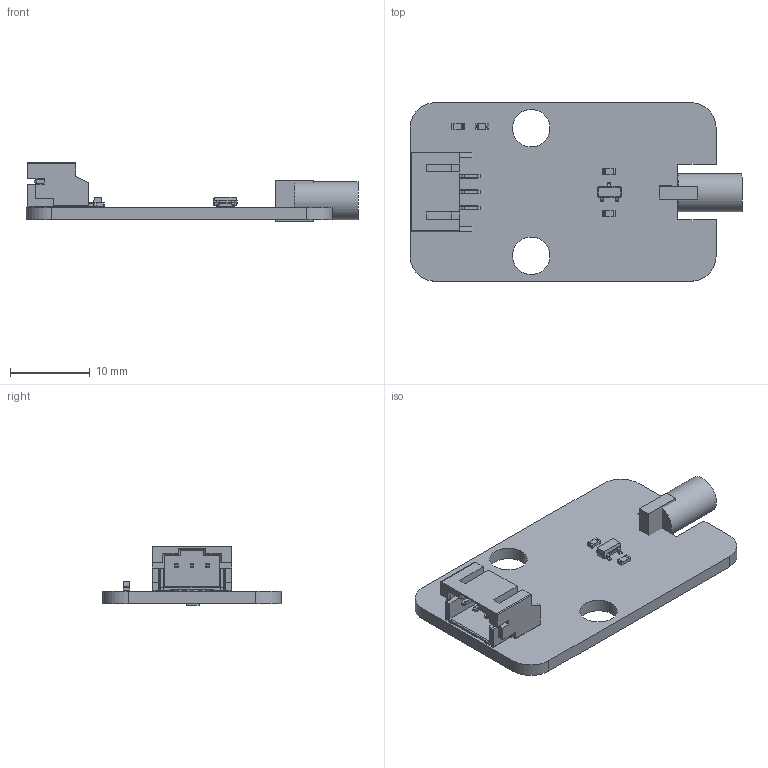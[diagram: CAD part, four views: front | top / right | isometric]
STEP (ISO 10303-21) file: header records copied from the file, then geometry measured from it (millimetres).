
FILE_DESCRIPTION(('KiCad electronic assembly'),'2;1');
FILE_NAME('Laser_Emission_Module.step','2025-07-16T15:36:15',('Pcbnew'), ('Kicad'),'Open CASCADE STEP processor 7.8','KiCad to STEP converter', 'Unknown');
FILE_SCHEMA(('AUTOMOTIVE_DESIGN { 1 0 10303 214 1 1 1 1 }'));
Length unit declared in the file: millimetre
Products named in the file (12): Laser_Emission_Module 1; SOT-23; SOT_23; User Library-PH2_0-3PWB; User Library-PH2.0-3PWB; R_0603_1608Metric; laser; EasyEDA PCB Model~zCvM; LED_0603_1608Metric_Castellated; _autosave-Laser_Emission_Module_PCB
Assembly tree (13 placements, depth 3):
  Laser_Emission_Module 1
    SOT-23
      SOT_23
    User Library-PH2_0-3PWB
      User Library-PH2.0-3PWB
    R_0603_1608Metric  x3
      R_0603_1608Metric
    laser
      EasyEDA PCB Model~zCvM
    LED_0603_1608Metric_Castellated
      LED_0603_1608Metric_Castellated
    _autosave-Laser_Emission_Module_PCB
Bounding box: 41.64 x 22.4 x 7.31 mm (x, y, z)
Volume: 1607.9 mm3; surface area: 2671.7 mm2
Topology: 17 solids, 17 shells, 863 faces, 2255 edges, 1454 vertices
Faces by surface type: plane 560, cylinder 154, bspline 121, torus 24, sphere 4
Full cylindrical faces by diameter (mm): 4.7 x2
Entity records: 26071 total; most frequent: CARTESIAN_POINT 5884, ORIENTED_EDGE 4232, DIRECTION 3386, EDGE_CURVE 2115, LINE 1582, VECTOR 1582, VERTEX_POINT 1366, AXIS2_PLACEMENT_3D 902
